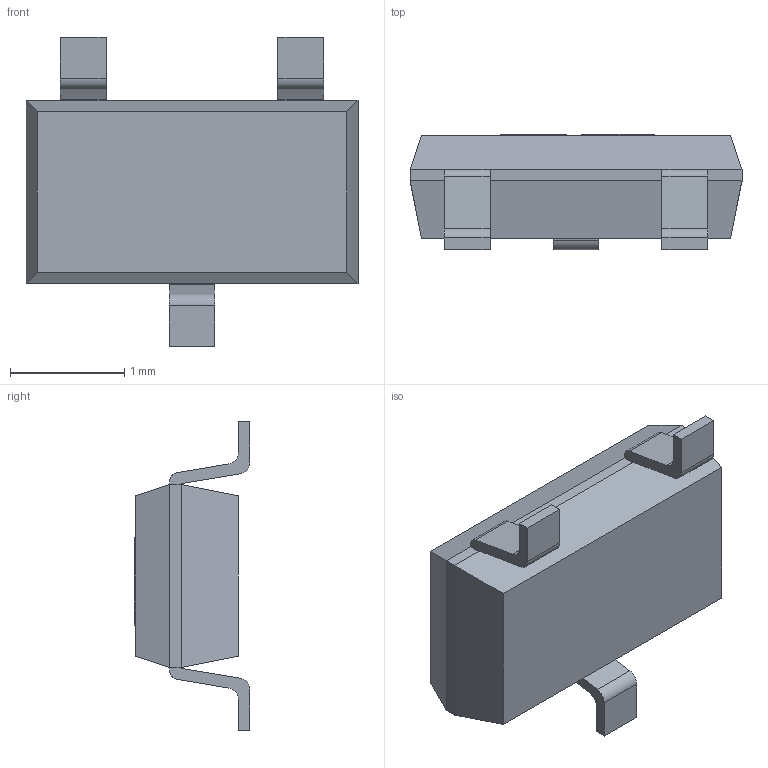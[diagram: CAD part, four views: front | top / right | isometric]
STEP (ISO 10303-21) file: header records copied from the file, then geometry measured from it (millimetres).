
FILE_DESCRIPTION (( 'STEP AP214' ), '1' );
FILE_NAME ('AFE71403-2021-4044-A0E6-6187358B6401.STEP', '2025-02-28T15:29:55', ( '' ), ( '' ), 'SwSTEP 2.0', 'SolidWorks 2022', '' );
FILE_SCHEMA (( 'AUTOMOTIVE_DESIGN' ));
Length unit declared in the file: millimetre
Products named in the file (1): AFE71403-2021-4044-A0E6-6187358B6401
Bounding box: 2.9 x 1.01 x 2.7 mm (x, y, z)
Volume: 4 mm3; surface area: 18.7 mm2
Topology: 1 solids, 1 shells, 95 faces, 250 edges, 160 vertices
Faces by surface type: plane 86, cylinder 9
Entity records: 3094 total; most frequent: CARTESIAN_POINT 506, ORIENTED_EDGE 500, DIRECTION 460, EDGE_CURVE 250, VECTOR 232, LINE 232, VERTEX_POINT 160, AXIS2_PLACEMENT_3D 114
